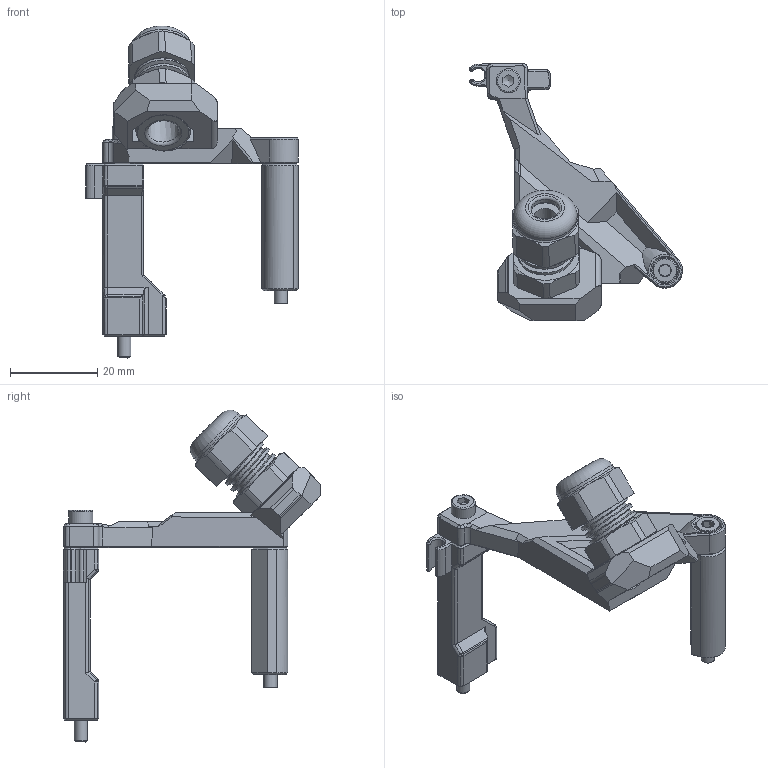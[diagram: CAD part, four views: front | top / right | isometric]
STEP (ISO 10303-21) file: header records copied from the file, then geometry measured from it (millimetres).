
FILE_DESCRIPTION(('HOOPS Exchange Step'),'2;1');
FILE_NAME('temp_export','2025-02-12T22:11:27+18:00',('rileymahr'),('Shapr3D Limited'),'HOOPS Exchange 2024.6','Shapr3D','Authorized');
FILE_SCHEMA( ('AP242_MANAGED_MODEL_BASED_3D_ENGINEERING_MIM_LF {1 0 10303 442 1 1 4 }') );
Length unit declared in the file: millimetre
Products named in the file (10): M3x35 SHCS:1; PG7_Gland:1; M3x50 SHCS (1):1; Hardware:1; bottom_spacer:1; top_spacer:1; PG7_Mount:1; Printed_Parts:1; G2E Umbilical.step; root
Assembly tree (9 placements, depth 4):
  root
    G2E Umbilical.step
      Hardware:1
        M3x35 SHCS:1
        PG7_Gland:1
        M3x50 SHCS (1):1
      Printed_Parts:1
        bottom_spacer:1
        top_spacer:1
        PG7_Mount:1
Bounding box: 48.69 x 58.92 x 75.94 mm (x, y, z)
Volume: 14988.5 mm3; surface area: 12184.8 mm2
Topology: 9 solids, 9 shells, 470 faces, 1266 edges, 820 vertices
Faces by surface type: plane 181, cylinder 146, cone 76, bspline 54, torus 9, sphere 4
Full cylindrical faces by diameter (mm): 3 x2, 3.4 x2, 3.6 x1, 5 x1, 5.5 x2, 6 x1, 6.5 x2, 8.547 x2, 10.595 x2, 12.5 x4, 14.5 x1
Entity records: 43291 total; most frequent: CARTESIAN_POINT 32015, ORIENTED_EDGE 2530, DIRECTION 1985, EDGE_CURVE 1265, VERTEX_POINT 820, AXIS2_PLACEMENT_3D 708, VECTOR 569, LINE 569
